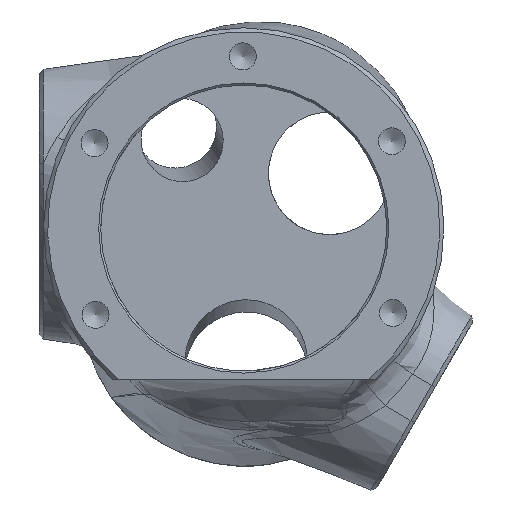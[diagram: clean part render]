
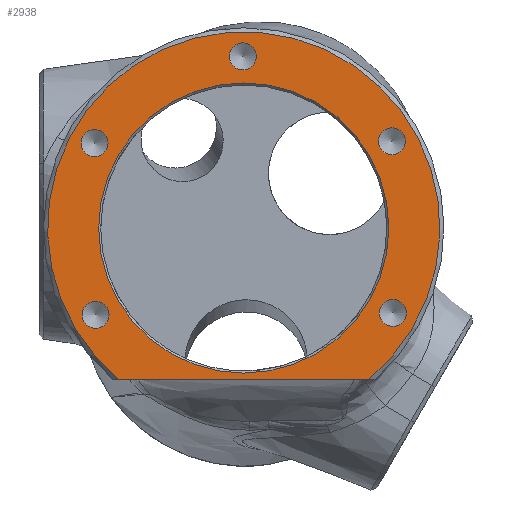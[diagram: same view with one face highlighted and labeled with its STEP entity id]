
A CAD part, left-side view. The second image highlights one B-rep face of the part: STEP entity #2938.
In plain terms, the highlighted planar face has unit normal (-1, 0, 0).
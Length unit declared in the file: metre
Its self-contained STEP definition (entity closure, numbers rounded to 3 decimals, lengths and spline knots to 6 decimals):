
#258=CIRCLE('',#3149,0.00165);
#259=CIRCLE('',#3151,0.00165);
#260=CIRCLE('',#3153,0.00165);
#261=CIRCLE('',#3155,0.00165);
#262=CIRCLE('',#3157,0.00165);
#263=CIRCLE('',#3159,0.01775);
#264=CIRCLE('',#3161,0.024);
#1327=ORIENTED_EDGE('',*,*,#1364,.F.);
#1328=ORIENTED_EDGE('',*,*,#1783,.F.);
#1329=ORIENTED_EDGE('',*,*,#1782,.F.);
#1330=ORIENTED_EDGE('',*,*,#1781,.T.);
#1331=ORIENTED_EDGE('',*,*,#1780,.T.);
#1332=ORIENTED_EDGE('',*,*,#1779,.T.);
#1333=ORIENTED_EDGE('',*,*,#1778,.T.);
#1334=ORIENTED_EDGE('',*,*,#1777,.T.);
#1364=EDGE_CURVE('',#1794,#1795,#2083,.T.);
#1777=EDGE_CURVE('',#2073,#2073,#258,.T.);
#1778=EDGE_CURVE('',#2074,#2074,#259,.T.);
#1779=EDGE_CURVE('',#2075,#2075,#260,.T.);
#1780=EDGE_CURVE('',#2076,#2076,#261,.T.);
#1781=EDGE_CURVE('',#2077,#2077,#262,.T.);
#1782=EDGE_CURVE('',#2078,#2078,#263,.T.);
#1783=EDGE_CURVE('',#1795,#1794,#264,.T.);
#1794=VERTEX_POINT('',#3718);
#1795=VERTEX_POINT('',#3720);
#2073=VERTEX_POINT('',#9626);
#2074=VERTEX_POINT('',#9629);
#2075=VERTEX_POINT('',#9632);
#2076=VERTEX_POINT('',#9635);
#2077=VERTEX_POINT('',#9638);
#2078=VERTEX_POINT('',#9641);
#2083=LINE('',#3719,#2177);
#2177=VECTOR('',#3178,1.);
#2486=EDGE_LOOP('',(#1327,#1328));
#2487=EDGE_LOOP('',(#1329));
#2488=EDGE_LOOP('',(#1330));
#2489=EDGE_LOOP('',(#1331));
#2490=EDGE_LOOP('',(#1332));
#2491=EDGE_LOOP('',(#1333));
#2492=EDGE_LOOP('',(#1334));
#2722=FACE_BOUND('',#2486,.T.);
#2723=FACE_BOUND('',#2487,.T.);
#2724=FACE_BOUND('',#2488,.T.);
#2725=FACE_BOUND('',#2489,.T.);
#2726=FACE_BOUND('',#2490,.T.);
#2727=FACE_BOUND('',#2491,.T.);
#2728=FACE_BOUND('',#2492,.T.);
#2764=PLANE('',#3160);
#2938=ADVANCED_FACE('',(#2722,#2723,#2724,#2725,#2726,#2727,#2728),#2764,
 .T.);
#3149=AXIS2_PLACEMENT_3D('',#9625,#3650,#3651);
#3151=AXIS2_PLACEMENT_3D('',#9628,#3654,#3655);
#3153=AXIS2_PLACEMENT_3D('',#9631,#3658,#3659);
#3155=AXIS2_PLACEMENT_3D('',#9634,#3662,#3663);
#3157=AXIS2_PLACEMENT_3D('',#9637,#3666,#3667);
#3159=AXIS2_PLACEMENT_3D('',#9640,#3670,#3671);
#3160=AXIS2_PLACEMENT_3D('',#9642,#3672,#3673);
#3161=AXIS2_PLACEMENT_3D('',#9643,#3674,#3675);
#3178=DIRECTION('',(0.,1.,0.));
#3650=DIRECTION('',(1.,0.,0.));
#3651=DIRECTION('',(0.,-1.,0.));
#3654=DIRECTION('',(1.,0.,0.));
#3655=DIRECTION('',(0.,-1.,0.));
#3658=DIRECTION('',(1.,0.,0.));
#3659=DIRECTION('',(0.,-1.,0.));
#3662=DIRECTION('',(1.,0.,0.));
#3663=DIRECTION('',(0.,-1.,0.));
#3666=DIRECTION('',(1.,0.,0.));
#3667=DIRECTION('',(0.,-1.,0.));
#3670=DIRECTION('',(-1.,0.,0.));
#3671=DIRECTION('',(0.,1.,0.));
#3672=DIRECTION('',(-1.,0.,0.));
#3673=DIRECTION('',(0.,0.,1.));
#3674=DIRECTION('',(1.,0.,0.));
#3675=DIRECTION('',(0.,0.578,0.816));
#3718=CARTESIAN_POINT('',(0.,-0.015289,-0.0185));
#3719=CARTESIAN_POINT('',(0.,0.,-0.0185));
#3720=CARTESIAN_POINT('',(0.,0.015289,-0.0185));
#9625=CARTESIAN_POINT('',(0.,-0.018124,0.010608));
#9626=CARTESIAN_POINT('',(0.,-0.019774,0.010608));
#9628=CARTESIAN_POINT('',(0.,0.018249,0.010391));
#9629=CARTESIAN_POINT('',(0.,0.016599,0.010391));
#9631=CARTESIAN_POINT('',(0.,0.018124,-0.010608));
#9632=CARTESIAN_POINT('',(0.,0.016474,-0.010608));
#9634=CARTESIAN_POINT('',(0.,0.000125,0.021));
#9635=CARTESIAN_POINT('',(0.,-0.001525,0.021));
#9637=CARTESIAN_POINT('',(0.,-0.018249,-0.010391));
#9638=CARTESIAN_POINT('',(0.,-0.019899,-0.010391));
#9640=CARTESIAN_POINT('',(0.,0.,0.));
#9641=CARTESIAN_POINT('',(0.,0.01775,0.));
#9642=CARTESIAN_POINT('',(0.,0.,-0.001556));
#9643=CARTESIAN_POINT('',(0.,0.,0.));
